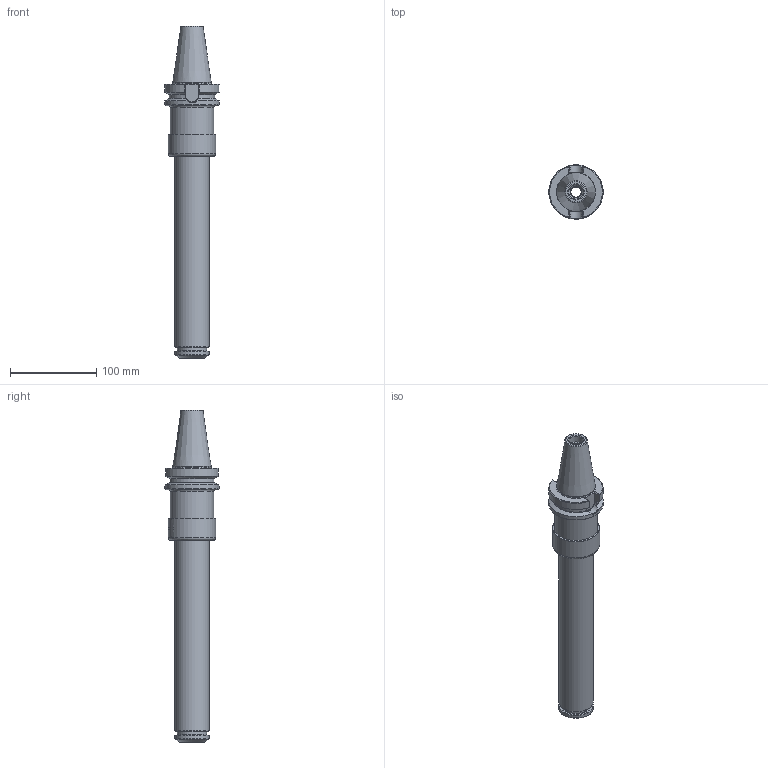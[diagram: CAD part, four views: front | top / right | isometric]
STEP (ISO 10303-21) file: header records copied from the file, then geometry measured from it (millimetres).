
FILE_DESCRIPTION(/* description */ (''),/* implementation_level */ '2;1');
FILE_NAME(/* name */ '884176150.stp',/* time_stamp */ '2023-03-15T12:05:39',/* author */ ('Ratnasingam Jekanthan'),/* organization */ ('REGO-FIX'),/* preprocessor_version */ ' Unknown',/* originating_system */ 'SIEMENS PLM Software Solid Edge ST10',/* authorization */ 'Unknown');
FILE_SCHEMA (('AUTOMOTIVE_DESIGN { 1 0 10303 214 2 1 1}'));
Length unit declared in the file: millimetre
Products named in the file (1): NOCUT
Bounding box: 63 x 63 x 385.4 mm (x, y, z)
Volume: 465934.5 mm3; surface area: 87870.2 mm2
Topology: 1 solids, 2 shells, 147 faces, 340 edges, 210 vertices
Faces by surface type: plane 52, cylinder 34, cone 33, torus 26, bspline 2
Full cylindrical faces by diameter (mm): 12 x1, 13 x1, 13.835 x2, 14 x1, 17 x1, 25 x1, 30.5 x1, 31.6 x1, 33 x1, 34 x1, 40 x2, 40.2 x1, 42 x1, 45 x1, 48.376 x2, 50 x1, 50.05 x1, 51.3 x1, 54.8 x1, 63 x1
Entity records: 4857 total; most frequent: CARTESIAN_POINT 831, DIRECTION 640, ORIENTED_EDGE 506, AXIS2_PLACEMENT_3D 284, EDGE_CURVE 253, EDGE_LOOP 234, FACE_BOUND 234, VERTEX_POINT 193
